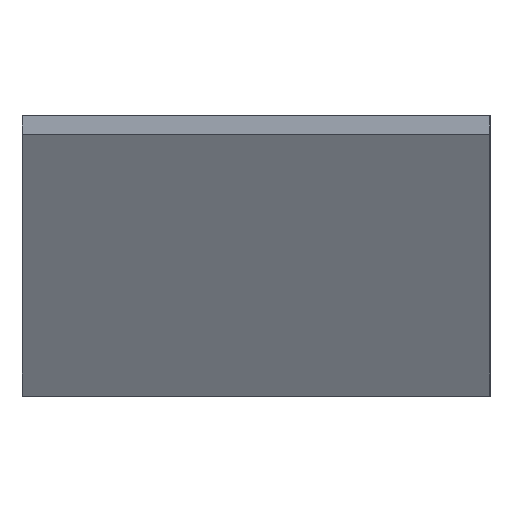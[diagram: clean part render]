
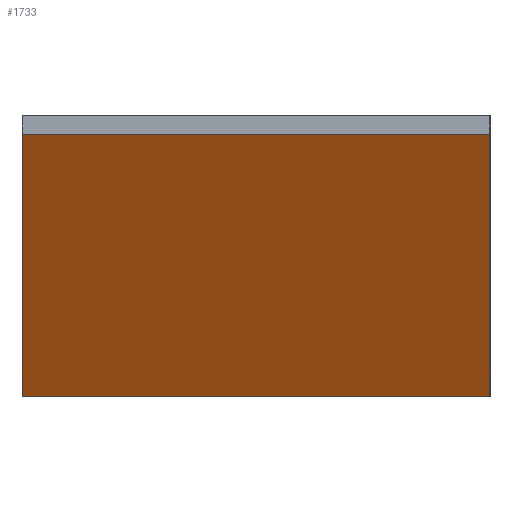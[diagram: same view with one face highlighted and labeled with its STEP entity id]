
A CAD part, left-side view. The second image highlights one B-rep face of the part: STEP entity #1733.
In plain terms, the highlighted planar face has unit normal (-0.866, 0, -0.5).
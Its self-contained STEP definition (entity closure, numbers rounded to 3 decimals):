
#11 = PLANE ( 'NONE',  #369 ) ;
#23 = ORIENTED_EDGE ( 'NONE', *, *, #2412, .F. ) ;
#57 = VERTEX_POINT ( 'NONE', #2221 ) ;
#75 = LINE ( 'NONE', #1324, #111 ) ;
#81 = ORIENTED_EDGE ( 'NONE', *, *, #622, .F. ) ;
#86 = CARTESIAN_POINT ( 'NONE',  ( -104.066, -25., -1. ) ) ;
#111 = VECTOR ( 'NONE', #631, 1000. ) ;
#211 = DIRECTION ( 'NONE',  ( -0.5, 0., 0.866 ) ) ;
#238 = CARTESIAN_POINT ( 'NONE',  ( -120.232, 25., 27. ) ) ;
#241 = VECTOR ( 'NONE', #2209, 1000. ) ;
#310 = ORIENTED_EDGE ( 'NONE', *, *, #1373, .T. ) ;
#320 = VERTEX_POINT ( 'NONE', #1380 ) ;
#369 = AXIS2_PLACEMENT_3D ( 'NONE', #238, #1505, #211 ) ;
#391 = EDGE_CURVE ( 'NONE', #320, #2058, #1073, .T. ) ;
#449 = EDGE_LOOP ( 'NONE', ( #310, #2446, #571, #23, #2337, #81 ) ) ;
#571 = ORIENTED_EDGE ( 'NONE', *, *, #640, .T. ) ;
#607 = VECTOR ( 'NONE', #2416, 1000. ) ;
#617 = CARTESIAN_POINT ( 'NONE',  ( -119.655, 25., 26. ) ) ;
#622 = EDGE_CURVE ( 'NONE', #1676, #320, #1858, .T. ) ;
#631 = DIRECTION ( 'NONE',  ( 0.5, 0., -0.866 ) ) ;
#640 = EDGE_CURVE ( 'NONE', #57, #2492, #1215, .T. ) ;
#1073 = LINE ( 'NONE', #2529, #1486 ) ;
#1136 = VECTOR ( 'NONE', #1477, 1000. ) ;
#1215 = LINE ( 'NONE', #1545, #1136 ) ;
#1233 = FACE_OUTER_BOUND ( 'NONE', #449, .T. ) ;
#1324 = CARTESIAN_POINT ( 'NONE',  ( -120.232, 25., 27. ) ) ;
#1373 = EDGE_CURVE ( 'NONE', #1676, #1445, #75, .T. ) ;
#1380 = CARTESIAN_POINT ( 'NONE',  ( -119.655, -25., 26. ) ) ;
#1445 = VERTEX_POINT ( 'NONE', #1684 ) ;
#1477 = DIRECTION ( 'NONE',  ( 0., -1., 0. ) ) ;
#1478 = VECTOR ( 'NONE', #1687, 1000. ) ;
#1486 = VECTOR ( 'NONE', #2514, 1000. ) ;
#1505 = DIRECTION ( 'NONE',  ( -0.866, 0., -0.5 ) ) ;
#1507 = CARTESIAN_POINT ( 'NONE',  ( -104.066, -25., -1. ) ) ;
#1545 = CARTESIAN_POINT ( 'NONE',  ( -103.489, 25., -2. ) ) ;
#1657 = CARTESIAN_POINT ( 'NONE',  ( -103.489, -25., -2. ) ) ;
#1676 = VERTEX_POINT ( 'NONE', #617 ) ;
#1684 = CARTESIAN_POINT ( 'NONE',  ( -104.066, 25., -1. ) ) ;
#1687 = DIRECTION ( 'NONE',  ( 0., -1., 0. ) ) ;
#1708 = LINE ( 'NONE', #1507, #607 ) ;
#1733 = ADVANCED_FACE ( 'NONE', ( #1233 ), #11, .T. ) ;
#1858 = LINE ( 'NONE', #1917, #1478 ) ;
#1901 = LINE ( 'NONE', #2036, #241 ) ;
#1917 = CARTESIAN_POINT ( 'NONE',  ( -119.655, 25., 26. ) ) ;
#2036 = CARTESIAN_POINT ( 'NONE',  ( -104.066, 25., -1. ) ) ;
#2058 = VERTEX_POINT ( 'NONE', #86 ) ;
#2209 = DIRECTION ( 'NONE',  ( 0.5, 0., -0.866 ) ) ;
#2221 = CARTESIAN_POINT ( 'NONE',  ( -103.489, 25., -2. ) ) ;
#2337 = ORIENTED_EDGE ( 'NONE', *, *, #391, .F. ) ;
#2412 = EDGE_CURVE ( 'NONE', #2058, #2492, #1708, .T. ) ;
#2416 = DIRECTION ( 'NONE',  ( 0.5, 0., -0.866 ) ) ;
#2446 = ORIENTED_EDGE ( 'NONE', *, *, #2520, .T. ) ;
#2492 = VERTEX_POINT ( 'NONE', #1657 ) ;
#2514 = DIRECTION ( 'NONE',  ( 0.5, 0., -0.866 ) ) ;
#2520 = EDGE_CURVE ( 'NONE', #1445, #57, #1901, .T. ) ;
#2529 = CARTESIAN_POINT ( 'NONE',  ( -120.232, -25., 27. ) ) ;
